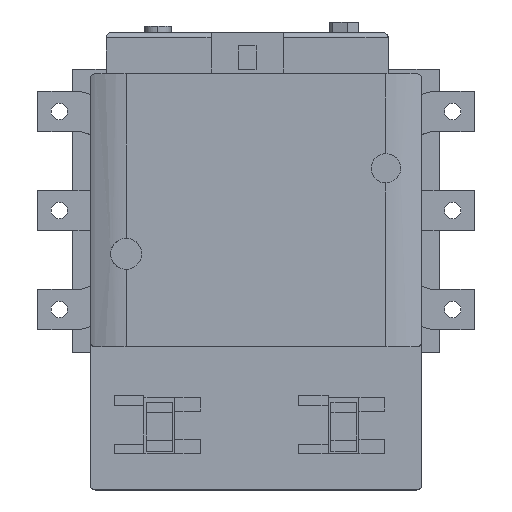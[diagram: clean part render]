
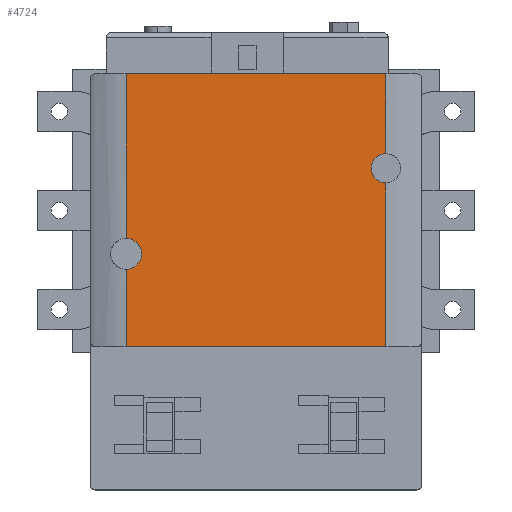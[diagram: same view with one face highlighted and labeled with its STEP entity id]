
A CAD part, top view. The second image highlights one B-rep face of the part: STEP entity #4724.
In plain terms, the highlighted planar face has unit normal (0, 0, 1).
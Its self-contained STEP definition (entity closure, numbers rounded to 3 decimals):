
#319 = LINE ( 'NONE', #2509, #1535 ) ;
#412 = LINE ( 'NONE', #5884, #4423 ) ;
#495 = VERTEX_POINT ( 'NONE', #2244 ) ;
#680 = CARTESIAN_POINT ( 'NONE',  ( -48.561, 51., 175. ) ) ;
#1248 = CARTESIAN_POINT ( 'NONE',  ( -48.561, -16.329, 175. ) ) ;
#1506 = DIRECTION ( 'NONE',  ( 0., 0., 1. ) ) ;
#1535 = VECTOR ( 'NONE', #3608, 1000. ) ;
#1788 = LINE ( 'NONE', #10779, #11233 ) ;
#2051 = DIRECTION ( 'NONE',  ( 0., 1., 0. ) ) ;
#2103 = DIRECTION ( 'NONE',  ( 1., 0., 0. ) ) ;
#2140 = VERTEX_POINT ( 'NONE', #6087 ) ;
#2229 = ORIENTED_EDGE ( 'NONE', *, *, #5574, .F. ) ;
#2244 = CARTESIAN_POINT ( 'NONE',  ( 48.561, -51., 175. ) ) ;
#2403 = CARTESIAN_POINT ( 'NONE',  ( 48.561, 15.66, 175. ) ) ;
#2427 = LINE ( 'NONE', #12482, #10962 ) ;
#2509 = CARTESIAN_POINT ( 'NONE',  ( 62., -51., 175. ) ) ;
#2644 = VERTEX_POINT ( 'NONE', #11103 ) ;
#2691 = CARTESIAN_POINT ( 'NONE',  ( -48.561, -10.528, 175. ) ) ;
#3047 = PLANE ( 'NONE',  #9010 ) ;
#3237 = VERTEX_POINT ( 'NONE', #680 ) ;
#3318 = DIRECTION ( 'NONE',  ( -1., 0., 0. ) ) ;
#3481 = CIRCLE ( 'NONE', #6163, 5.801 ) ;
#3491 = CARTESIAN_POINT ( 'NONE',  ( 62., 51., 175. ) ) ;
#3533 = CIRCLE ( 'NONE', #12474, 5.489 ) ;
#3596 = FACE_OUTER_BOUND ( 'NONE', #9963, .T. ) ;
#3608 = DIRECTION ( 'NONE',  ( 1., 0., 0. ) ) ;
#3642 = VERTEX_POINT ( 'NONE', #5327 ) ;
#3849 = VECTOR ( 'NONE', #3318, 1000. ) ;
#4107 = DIRECTION ( 'NONE',  ( 0., 1., 0. ) ) ;
#4171 = EDGE_CURVE ( 'NONE', #495, #9651, #1788, .T. ) ;
#4179 = CIRCLE ( 'NONE', #11809, 5.801 ) ;
#4211 = ORIENTED_EDGE ( 'NONE', *, *, #12153, .F. ) ;
#4237 = ORIENTED_EDGE ( 'NONE', *, *, #9322, .T. ) ;
#4300 = LINE ( 'NONE', #3491, #3849 ) ;
#4423 = VECTOR ( 'NONE', #12667, 1000. ) ;
#4443 = CARTESIAN_POINT ( 'NONE',  ( 48.561, 15.66, 175. ) ) ;
#4446 = CARTESIAN_POINT ( 'NONE',  ( -48.561, -16.329, 175. ) ) ;
#4723 = DIRECTION ( 'NONE',  ( 0., 0., -1. ) ) ;
#4724 = ADVANCED_FACE ( 'NONE', ( #3596 ), #3047, .F. ) ;
#4966 = ORIENTED_EDGE ( 'NONE', *, *, #6721, .F. ) ;
#5093 = EDGE_CURVE ( 'NONE', #9819, #3642, #4179, .T. ) ;
#5217 = CARTESIAN_POINT ( 'NONE',  ( 43.072, 15.66, 175. ) ) ;
#5327 = CARTESIAN_POINT ( 'NONE',  ( -42.76, -16.329, 175. ) ) ;
#5420 = EDGE_CURVE ( 'NONE', #7241, #495, #319, .T. ) ;
#5478 = DIRECTION ( 'NONE',  ( 0., 0., 1. ) ) ;
#5574 = EDGE_CURVE ( 'NONE', #5997, #9651, #3533, .T. ) ;
#5690 = DIRECTION ( 'NONE',  ( -1., 0., 0. ) ) ;
#5884 = CARTESIAN_POINT ( 'NONE',  ( -48.561, -67., 175. ) ) ;
#5997 = VERTEX_POINT ( 'NONE', #5217 ) ;
#6087 = CARTESIAN_POINT ( 'NONE',  ( 48.561, 21.149, 175. ) ) ;
#6163 = AXIS2_PLACEMENT_3D ( 'NONE', #1248, #8103, #2103 ) ;
#6376 = DIRECTION ( 'NONE',  ( 0., 0., 1. ) ) ;
#6409 = CARTESIAN_POINT ( 'NONE',  ( -48.561, -51., 175. ) ) ;
#6449 = EDGE_CURVE ( 'NONE', #11928, #3237, #412, .T. ) ;
#6721 = EDGE_CURVE ( 'NONE', #2140, #5997, #11062, .T. ) ;
#7241 = VERTEX_POINT ( 'NONE', #6409 ) ;
#7266 = ORIENTED_EDGE ( 'NONE', *, *, #6449, .F. ) ;
#7436 = DIRECTION ( 'NONE',  ( 1., 0., 0. ) ) ;
#7565 = ORIENTED_EDGE ( 'NONE', *, *, #4171, .T. ) ;
#7849 = CARTESIAN_POINT ( 'NONE',  ( 0., 0., 175. ) ) ;
#8101 = CARTESIAN_POINT ( 'NONE',  ( -48.561, -67., 175. ) ) ;
#8103 = DIRECTION ( 'NONE',  ( 0., 0., 1. ) ) ;
#8578 = ORIENTED_EDGE ( 'NONE', *, *, #9618, .F. ) ;
#8973 = VECTOR ( 'NONE', #4107, 1000. ) ;
#9010 = AXIS2_PLACEMENT_3D ( 'NONE', #7849, #4723, #5690 ) ;
#9322 = EDGE_CURVE ( 'NONE', #2140, #2644, #2427, .T. ) ;
#9382 = CARTESIAN_POINT ( 'NONE',  ( -48.561, -22.13, 175. ) ) ;
#9528 = DIRECTION ( 'NONE',  ( 0., 1., 0. ) ) ;
#9618 = EDGE_CURVE ( 'NONE', #7241, #9819, #10194, .T. ) ;
#9651 = VERTEX_POINT ( 'NONE', #12002 ) ;
#9819 = VERTEX_POINT ( 'NONE', #9382 ) ;
#9963 = EDGE_LOOP ( 'NONE', ( #7565, #2229, #4966, #4237, #12660, #7266, #4211, #12575, #8578, #10137 ) ) ;
#10017 = AXIS2_PLACEMENT_3D ( 'NONE', #2403, #1506, #7436 ) ;
#10137 = ORIENTED_EDGE ( 'NONE', *, *, #5420, .T. ) ;
#10194 = LINE ( 'NONE', #8101, #8973 ) ;
#10672 = EDGE_CURVE ( 'NONE', #2644, #3237, #4300, .T. ) ;
#10779 = CARTESIAN_POINT ( 'NONE',  ( 48.561, -67., 175. ) ) ;
#10962 = VECTOR ( 'NONE', #9528, 1000. ) ;
#11062 = CIRCLE ( 'NONE', #10017, 5.489 ) ;
#11095 = DIRECTION ( 'NONE',  ( 1., 0., 0. ) ) ;
#11103 = CARTESIAN_POINT ( 'NONE',  ( 48.561, 51., 175. ) ) ;
#11233 = VECTOR ( 'NONE', #2051, 1000. ) ;
#11809 = AXIS2_PLACEMENT_3D ( 'NONE', #4446, #6376, #12045 ) ;
#11928 = VERTEX_POINT ( 'NONE', #2691 ) ;
#12002 = CARTESIAN_POINT ( 'NONE',  ( 48.561, 10.171, 175. ) ) ;
#12045 = DIRECTION ( 'NONE',  ( 1., 0., 0. ) ) ;
#12153 = EDGE_CURVE ( 'NONE', #3642, #11928, #3481, .T. ) ;
#12474 = AXIS2_PLACEMENT_3D ( 'NONE', #4443, #5478, #11095 ) ;
#12482 = CARTESIAN_POINT ( 'NONE',  ( 48.561, -67., 175. ) ) ;
#12575 = ORIENTED_EDGE ( 'NONE', *, *, #5093, .F. ) ;
#12660 = ORIENTED_EDGE ( 'NONE', *, *, #10672, .T. ) ;
#12667 = DIRECTION ( 'NONE',  ( 0., 1., 0. ) ) ;
